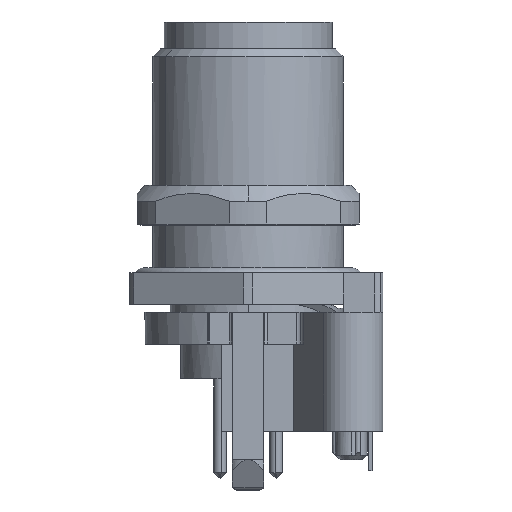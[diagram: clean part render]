
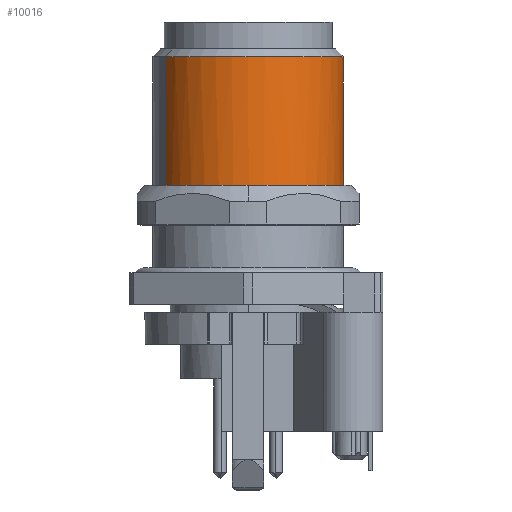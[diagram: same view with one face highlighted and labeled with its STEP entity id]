
A CAD part, left-side view. The second image highlights one B-rep face of the part: STEP entity #10016.
In plain terms, the highlighted cylindrical face has radius 6 mm (diameter 12 mm), a partial arc.
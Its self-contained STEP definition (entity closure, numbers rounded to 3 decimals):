
#9492=AXIS2_PLACEMENT_3D('Circle Axis2P3D',#9490,#9491,$) ;
#10008=AXIS2_PLACEMENT_3D('Cylinder Axis2P3D',#10005,#10006,#10007) ;
#9401=CARTESIAN_POINT('Control Point',(12.47,3.304,19.2)) ;
#9402=CARTESIAN_POINT('Control Point',(11.951,3.004,19.2)) ;
#9403=CARTESIAN_POINT('Control Point',(11.393,2.769,19.2)) ;
#9404=CARTESIAN_POINT('Control Point',(10.81,2.605,19.2)) ;
#9405=CARTESIAN_POINT('Control Point',(9.614,2.427,19.2)) ;
#9406=CARTESIAN_POINT('Control Point',(8.41,2.548,19.2)) ;
#9407=CARTESIAN_POINT('Control Point',(7.819,2.684,19.2)) ;
#9408=CARTESIAN_POINT('Control Point',(6.684,3.101,19.2)) ;
#9409=CARTESIAN_POINT('Control Point',(5.687,3.785,19.2)) ;
#9410=CARTESIAN_POINT('Control Point',(5.233,4.188,19.2)) ;
#9411=CARTESIAN_POINT('Control Point',(4.437,5.098,19.2)) ;
#9412=CARTESIAN_POINT('Control Point',(3.889,6.176,19.2)) ;
#9413=CARTESIAN_POINT('Control Point',(3.685,6.747,19.2)) ;
#9414=CARTESIAN_POINT('Control Point',(3.422,7.927,19.2)) ;
#9415=CARTESIAN_POINT('Control Point',(3.458,9.136,19.2)) ;
#9416=CARTESIAN_POINT('Control Point',(3.552,9.735,19.2)) ;
#9417=CARTESIAN_POINT('Control Point',(3.888,10.897,19.2)) ;
#9418=CARTESIAN_POINT('Control Point',(4.499,11.94,19.2)) ;
#9419=CARTESIAN_POINT('Control Point',(4.869,12.421,19.2)) ;
#9420=CARTESIAN_POINT('Control Point',(5.415,12.972,19.2)) ;
#9421=CARTESIAN_POINT('Control Point',(6.038,13.426,19.2)) ;
#9422=CARTESIAN_POINT('Control Point',(6.179,13.521,19.2)) ;
#9423=CARTESIAN_POINT('Control Point',(6.323,13.611,19.2)) ;
#9424=CARTESIAN_POINT('Control Point',(6.47,13.696,19.2)) ;
#9425=CARTESIAN_POINT('Vertex',(12.47,3.304,19.2)) ;
#9427=CARTESIAN_POINT('Vertex',(6.47,13.696,19.2)) ;
#9471=CARTESIAN_POINT('Vertex',(12.47,3.304,27.3)) ;
#9487=CARTESIAN_POINT('Vertex',(6.47,13.696,27.3)) ;
#9490=CARTESIAN_POINT('Axis2P3D Location',(9.47,8.5,27.3)) ;
#9987=CARTESIAN_POINT('Line Origine',(12.47,3.304,20.75)) ;
#9992=CARTESIAN_POINT('Line Origine',(6.47,13.696,20.75)) ;
#10005=CARTESIAN_POINT('Axis2P3D Location',(9.47,8.5,20.75)) ;
#9491=DIRECTION('Axis2P3D Direction',(0.,0.,-1.)) ;
#9988=DIRECTION('Vector Direction',(0.,0.,1.)) ;
#9993=DIRECTION('Vector Direction',(0.,0.,1.)) ;
#10006=DIRECTION('Axis2P3D Direction',(0.,0.,1.)) ;
#10007=DIRECTION('Axis2P3D XDirection',(-0.5,0.866,0.)) ;
#9989=VECTOR('Line Direction',#9988,1.) ;
#9994=VECTOR('Line Direction',#9993,1.) ;
#10011=ORIENTED_EDGE('',*,*,#9996,.T.) ;
#10012=ORIENTED_EDGE('',*,*,#9429,.F.) ;
#10013=ORIENTED_EDGE('',*,*,#9991,.T.) ;
#10014=ORIENTED_EDGE('',*,*,#9494,.F.) ;
#10016=ADVANCED_FACE('V1',(#10015),#10009,.T.) ;
#9400=B_SPLINE_CURVE_WITH_KNOTS('',5,(#9401,#9402,#9403,#9404,#9405,#9406,#9407,#9408,#9409,#9410,#9411,#9412,#9413,#9414,#9415,#9416,#9417,#9418,#9419,#9420,#9421,#9422,#9423,#9424),.UNSPECIFIED.,.F.,.U.,(6,3,3,3,3,3,3,6),(0.,4.243,8.485,12.728,16.97,21.213,25.456,26.657),.UNSPECIFIED.) ;
#9493=CIRCLE('generated circle',#9492,6.) ;
#10009=CYLINDRICAL_SURFACE('generated cylinder',#10008,6.) ;
#9429=EDGE_CURVE('',#9426,#9428,#9400,.T.) ;
#9494=EDGE_CURVE('',#9488,#9472,#9493,.F.) ;
#9991=EDGE_CURVE('',#9426,#9472,#9990,.T.) ;
#9996=EDGE_CURVE('',#9488,#9428,#9995,.F.) ;
#10010=EDGE_LOOP('',(#10011,#10012,#10013,#10014)) ;
#10015=FACE_OUTER_BOUND('',#10010,.T.) ;
#9990=LINE('Line',#9987,#9989) ;
#9995=LINE('Line',#9992,#9994) ;
#9426=VERTEX_POINT('',#9425) ;
#9428=VERTEX_POINT('',#9427) ;
#9472=VERTEX_POINT('',#9471) ;
#9488=VERTEX_POINT('',#9487) ;
